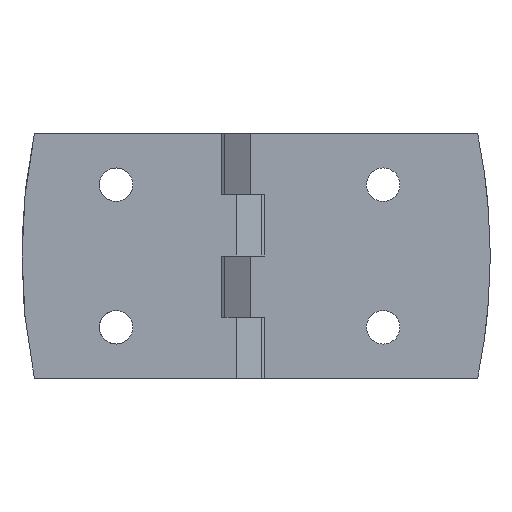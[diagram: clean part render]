
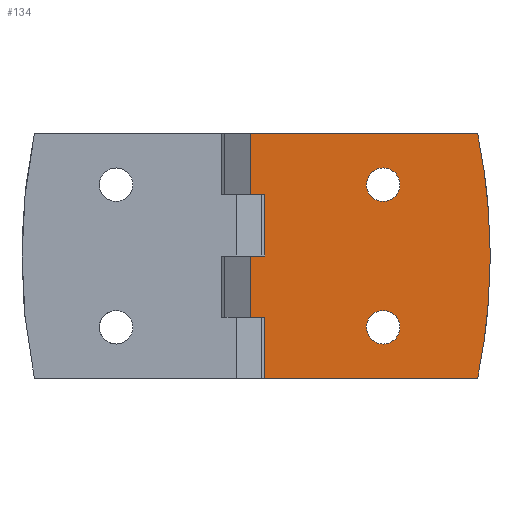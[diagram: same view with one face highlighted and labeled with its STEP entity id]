
A CAD part, front view. The second image highlights one B-rep face of the part: STEP entity #134.
In plain terms, the highlighted planar face has unit normal (0, -1, 0).
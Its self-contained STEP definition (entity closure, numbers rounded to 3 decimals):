
#134 = ADVANCED_FACE( '', ( #273, #274, #275 ), #276, .F. );
#273 = FACE_BOUND( '', #463, .T. );
#274 = FACE_BOUND( '', #464, .T. );
#275 = FACE_OUTER_BOUND( '', #465, .T. );
#276 = PLANE( '', #466 );
#463 = EDGE_LOOP( '', ( #641 ) );
#464 = EDGE_LOOP( '', ( #642 ) );
#465 = EDGE_LOOP( '', ( #643, #644, #645, #646, #647, #648, #649, #650, #651, #652, #653, #654 ) );
#466 = AXIS2_PLACEMENT_3D( '', #655, #656, #657 );
#641 = ORIENTED_EDGE( '', *, *, #1062, .T. );
#642 = ORIENTED_EDGE( '', *, *, #1063, .T. );
#643 = ORIENTED_EDGE( '', *, *, #1064, .T. );
#644 = ORIENTED_EDGE( '', *, *, #1065, .T. );
#645 = ORIENTED_EDGE( '', *, *, #1066, .T. );
#646 = ORIENTED_EDGE( '', *, *, #1067, .T. );
#647 = ORIENTED_EDGE( '', *, *, #1068, .F. );
#648 = ORIENTED_EDGE( '', *, *, #1069, .T. );
#649 = ORIENTED_EDGE( '', *, *, #1070, .F. );
#650 = ORIENTED_EDGE( '', *, *, #1071, .T. );
#651 = ORIENTED_EDGE( '', *, *, #1072, .T. );
#652 = ORIENTED_EDGE( '', *, *, #1073, .F. );
#653 = ORIENTED_EDGE( '', *, *, #1074, .F. );
#654 = ORIENTED_EDGE( '', *, *, #1075, .T. );
#655 = CARTESIAN_POINT( '', ( 1.4, -9., 24. ) );
#656 = DIRECTION( '', ( 0., 1., 0. ) );
#657 = DIRECTION( '', ( 0., 0., 1. ) );
#1062 = EDGE_CURVE( '', #1223, #1223, #1224, .T. );
#1063 = EDGE_CURVE( '', #1225, #1225, #1226, .T. );
#1064 = EDGE_CURVE( '', #1227, #1228, #1229, .T. );
#1065 = EDGE_CURVE( '', #1228, #1230, #1231, .T. );
#1066 = EDGE_CURVE( '', #1230, #1232, #1233, .T. );
#1067 = EDGE_CURVE( '', #1232, #1234, #1235, .F. );
#1068 = EDGE_CURVE( '', #1236, #1234, #1237, .T. );
#1069 = EDGE_CURVE( '', #1236, #1238, #1239, .F. );
#1070 = EDGE_CURVE( '', #1240, #1238, #1241, .T. );
#1071 = EDGE_CURVE( '', #1240, #1242, #1243, .T. );
#1072 = EDGE_CURVE( '', #1242, #1244, #1245, .T. );
#1073 = EDGE_CURVE( '', #1246, #1244, #1247, .T. );
#1074 = EDGE_CURVE( '', #1248, #1246, #1249, .T. );
#1075 = EDGE_CURVE( '', #1248, #1227, #1250, .T. );
#1223 = VERTEX_POINT( '', #1466 );
#1224 = CIRCLE( '', #1467, 3.3 );
#1225 = VERTEX_POINT( '', #1468 );
#1226 = CIRCLE( '', #1469, 3.3 );
#1227 = VERTEX_POINT( '', #1470 );
#1228 = VERTEX_POINT( '', #1471 );
#1229 = LINE( '', #1472, #1473 );
#1230 = VERTEX_POINT( '', #1474 );
#1231 = LINE( '', #1475, #1476 );
#1232 = VERTEX_POINT( '', #1477 );
#1233 = LINE( '', #1478, #1479 );
#1234 = VERTEX_POINT( '', #1480 );
#1235 = CIRCLE( '', #1481, 119.985 );
#1236 = VERTEX_POINT( '', #1482 );
#1237 = LINE( '', #1483, #1484 );
#1238 = VERTEX_POINT( '', #1485 );
#1239 = CIRCLE( '', #1486, 119.985 );
#1240 = VERTEX_POINT( '', #1487 );
#1241 = LINE( '', #1488, #1489 );
#1242 = VERTEX_POINT( '', #1490 );
#1243 = LINE( '', #1491, #1492 );
#1244 = VERTEX_POINT( '', #1493 );
#1245 = LINE( '', #1494, #1495 );
#1246 = VERTEX_POINT( '', #1496 );
#1247 = LINE( '', #1497, #1498 );
#1248 = VERTEX_POINT( '', #1499 );
#1249 = LINE( '', #1500, #1501 );
#1250 = LINE( '', #1502, #1503 );
#1466 = CARTESIAN_POINT( '', ( 27.5, -9., -10.7 ) );
#1467 = AXIS2_PLACEMENT_3D( '', #2121, #2122, #2123 );
#1468 = CARTESIAN_POINT( '', ( 27.5, -9., 17.3 ) );
#1469 = AXIS2_PLACEMENT_3D( '', #2124, #2125, #2126 );
#1470 = CARTESIAN_POINT( '', ( 1.4, -9., -12. ) );
#1471 = CARTESIAN_POINT( '', ( 4.2, -9., -12. ) );
#1472 = CARTESIAN_POINT( '', ( 1.4, -9., -12. ) );
#1473 = VECTOR( '', #2127, 1000. );
#1474 = CARTESIAN_POINT( '', ( 4.2, -9., -24. ) );
#1475 = CARTESIAN_POINT( '', ( 4.2, -9., 24. ) );
#1476 = VECTOR( '', #2128, 1000. );
#1477 = CARTESIAN_POINT( '', ( 46.075, -9., -24. ) );
#1478 = CARTESIAN_POINT( '', ( 1.4, -9., -24. ) );
#1479 = VECTOR( '', #2129, 1000. );
#1480 = CARTESIAN_POINT( '', ( 48.49, -9., -1.549 ) );
#1481 = AXIS2_PLACEMENT_3D( '', #2130, #2131, #2132 );
#1482 = CARTESIAN_POINT( '', ( 48.49, -9., 1.549 ) );
#1483 = CARTESIAN_POINT( '', ( 48.49, -9., 24. ) );
#1484 = VECTOR( '', #2133, 1000. );
#1485 = CARTESIAN_POINT( '', ( 46.075, -9., 24. ) );
#1486 = AXIS2_PLACEMENT_3D( '', #2134, #2135, #2136 );
#1487 = CARTESIAN_POINT( '', ( 1.4, -9., 24. ) );
#1488 = CARTESIAN_POINT( '', ( 1.4, -9., 24. ) );
#1489 = VECTOR( '', #2137, 1000. );
#1490 = CARTESIAN_POINT( '', ( 1.4, -9., 12. ) );
#1491 = CARTESIAN_POINT( '', ( 1.4, -9., 24. ) );
#1492 = VECTOR( '', #2138, 1000. );
#1493 = CARTESIAN_POINT( '', ( 4.2, -9., 12. ) );
#1494 = CARTESIAN_POINT( '', ( 1.4, -9., 12. ) );
#1495 = VECTOR( '', #2139, 1000. );
#1496 = CARTESIAN_POINT( '', ( 4.2, -9., 0. ) );
#1497 = CARTESIAN_POINT( '', ( 4.2, -9., 24. ) );
#1498 = VECTOR( '', #2140, 1000. );
#1499 = CARTESIAN_POINT( '', ( 1.4, -9., 0. ) );
#1500 = CARTESIAN_POINT( '', ( 1.4, -9., 0. ) );
#1501 = VECTOR( '', #2141, 1000. );
#1502 = CARTESIAN_POINT( '', ( 1.4, -9., 24. ) );
#1503 = VECTOR( '', #2142, 1000. );
#2121 = CARTESIAN_POINT( '', ( 27.5, -9., -14. ) );
#2122 = DIRECTION( '', ( 0., 1., 0. ) );
#2123 = DIRECTION( '', ( 0., 0., 1. ) );
#2124 = CARTESIAN_POINT( '', ( 27.5, -9., 14. ) );
#2125 = DIRECTION( '', ( 0., 1., 0. ) );
#2126 = DIRECTION( '', ( 0., 0., 1. ) );
#2127 = DIRECTION( '', ( 1., 0., 0. ) );
#2128 = DIRECTION( '', ( 0., 0., -1. ) );
#2129 = DIRECTION( '', ( 1., 0., 0. ) );
#2130 = CARTESIAN_POINT( '', ( -71.485, -9., 0. ) );
#2131 = DIRECTION( '', ( 0., 1., 0. ) );
#2132 = DIRECTION( '', ( 0., 0., 1. ) );
#2133 = DIRECTION( '', ( 0., 0., -1. ) );
#2134 = CARTESIAN_POINT( '', ( -71.485, -9., 0. ) );
#2135 = DIRECTION( '', ( 0., 1., 0. ) );
#2136 = DIRECTION( '', ( 0., 0., 1. ) );
#2137 = DIRECTION( '', ( 1., 0., 0. ) );
#2138 = DIRECTION( '', ( 0., 0., -1. ) );
#2139 = DIRECTION( '', ( 1., 0., 0. ) );
#2140 = DIRECTION( '', ( 0., 0., 1. ) );
#2141 = DIRECTION( '', ( 1., 0., 0. ) );
#2142 = DIRECTION( '', ( 0., 0., -1. ) );
